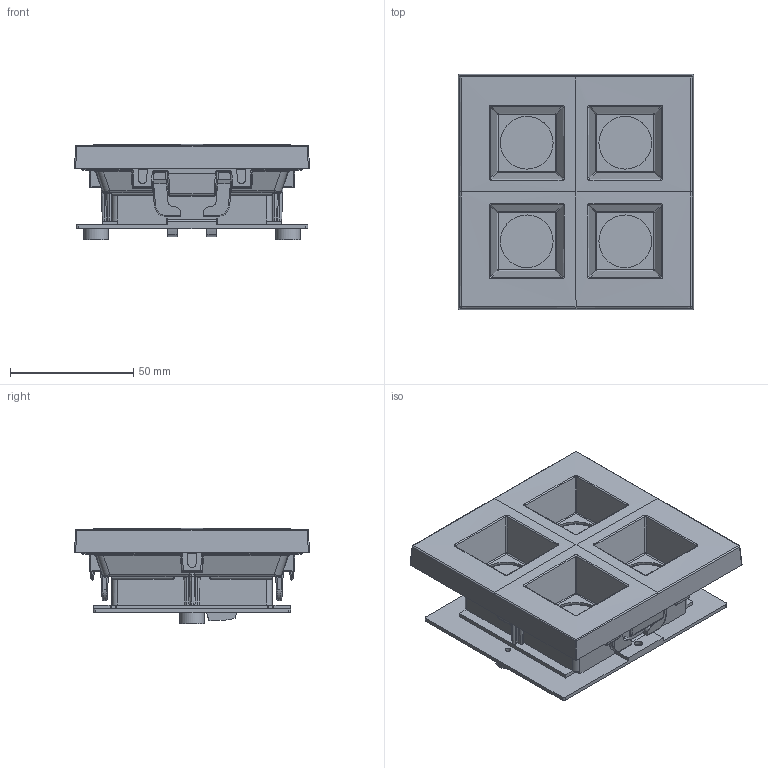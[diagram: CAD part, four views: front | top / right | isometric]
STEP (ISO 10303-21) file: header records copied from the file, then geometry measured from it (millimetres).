
FILE_DESCRIPTION(/* description */ ('This is a sample STEP configuration'),/* implementation_level */ '2;1');
FILE_NAME(/* name */ '629-30124xx SIMPLE.ipt_Rev_01.3.stp',/* time_stamp */ '2023-04-27T15:32:34+02:00',/* author */ ('powerJobs'),/* organization */ ('coolOrange'),/* preprocessor_version */ 'ST-DEVELOPER v19.2',/* originating_system */ 'Autodesk Inventor 2023',/* authorisation */ '');
FILE_SCHEMA (('AUTOMOTIVE_DESIGN { 1 0 10303 214 3 1 1 }'));
Products named in the file (1): ENG000017802
Bounding box: 95.57 x 95.57 x 38.77 mm (x, y, z)
Volume: 77735.4 mm3; surface area: 82790.2 mm2
Topology: 1 solids, 7 shells, 4855 faces, 12960 edges, 7674 vertices
Faces by surface type: cylinder 1748, plane 1395, bspline 1239, cone 185, sphere 148, torus 140
Full cylindrical faces by diameter (mm): 1.3 x16, 2 x2, 2.09 x4, 2.1 x2, 2.2 x4, 2.6 x2, 2.7 x6, 3.2 x2, 3.3 x6, 7.5 x2, 9 x2, 10 x2
Entity records: 227037 total; most frequent: CARTESIAN_POINT 113609, ORIENTED_EDGE 25312, DIRECTION 21789, EDGE_CURVE 12656, AXIS2_PLACEMENT_3D 8078, VERTEX_POINT 7650, LINE 5633, VECTOR 5633
